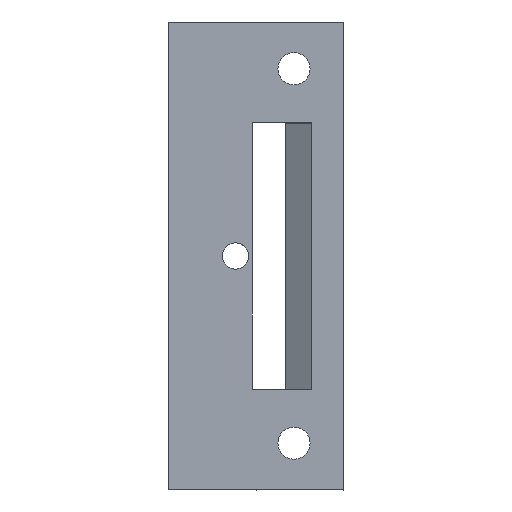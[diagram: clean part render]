
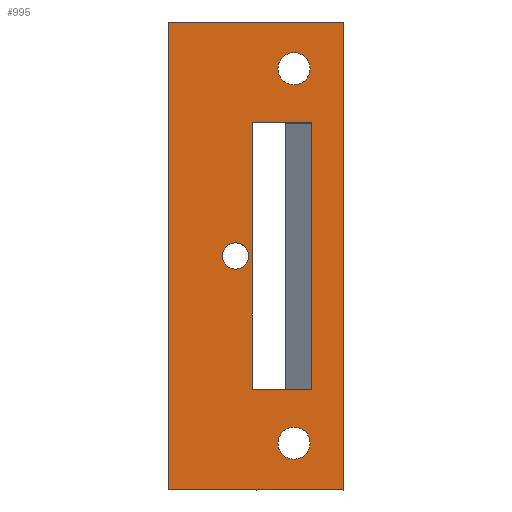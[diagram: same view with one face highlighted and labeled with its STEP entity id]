
A CAD part, top view. The second image highlights one B-rep face of the part: STEP entity #995.
In plain terms, the highlighted planar face has unit normal (0, 0, 1).
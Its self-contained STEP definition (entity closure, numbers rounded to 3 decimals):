
#16=FACE_BOUND('',#119,.T.);
#17=FACE_BOUND('',#120,.T.);
#18=FACE_BOUND('',#121,.T.);
#19=FACE_BOUND('',#122,.T.);
#39=CIRCLE('',#1060,2.25);
#40=CIRCLE('',#1067,2.75);
#41=CIRCLE('',#1068,2.75);
#64=FACE_OUTER_BOUND('',#118,.T.);
#118=EDGE_LOOP('',(#722,#723,#724,#725));
#119=EDGE_LOOP('',(#726));
#120=EDGE_LOOP('',(#727));
#121=EDGE_LOOP('',(#728));
#122=EDGE_LOOP('',(#729,#730,#731,#732));
#187=LINE('',#1417,#312);
#221=LINE('',#1487,#346);
#224=LINE('',#1493,#349);
#225=LINE('',#1495,#350);
#226=LINE('',#1496,#351);
#227=LINE('',#1502,#352);
#228=LINE('',#1504,#353);
#229=LINE('',#1505,#354);
#312=VECTOR('',#1144,10.);
#346=VECTOR('',#1196,10.);
#349=VECTOR('',#1201,10.);
#350=VECTOR('',#1202,10.);
#351=VECTOR('',#1203,10.);
#352=VECTOR('',#1208,10.);
#353=VECTOR('',#1209,10.);
#354=VECTOR('',#1210,10.);
#438=VERTEX_POINT('',#1414);
#439=VERTEX_POINT('',#1416);
#449=VERTEX_POINT('',#1442);
#465=VERTEX_POINT('',#1484);
#466=VERTEX_POINT('',#1486);
#468=VERTEX_POINT('',#1492);
#469=VERTEX_POINT('',#1494);
#470=VERTEX_POINT('',#1497);
#471=VERTEX_POINT('',#1499);
#472=VERTEX_POINT('',#1501);
#473=VERTEX_POINT('',#1503);
#529=EDGE_CURVE('',#439,#438,#187,.T.);
#544=EDGE_CURVE('',#449,#449,#39,.T.);
#565=EDGE_CURVE('',#466,#465,#221,.T.);
#568=EDGE_CURVE('',#465,#468,#224,.T.);
#569=EDGE_CURVE('',#468,#469,#225,.T.);
#570=EDGE_CURVE('',#469,#466,#226,.T.);
#571=EDGE_CURVE('',#470,#470,#40,.T.);
#572=EDGE_CURVE('',#471,#471,#41,.T.);
#573=EDGE_CURVE('',#472,#439,#227,.T.);
#574=EDGE_CURVE('',#438,#473,#228,.T.);
#575=EDGE_CURVE('',#473,#472,#229,.T.);
#722=ORIENTED_EDGE('',*,*,#565,.T.);
#723=ORIENTED_EDGE('',*,*,#568,.T.);
#724=ORIENTED_EDGE('',*,*,#569,.T.);
#725=ORIENTED_EDGE('',*,*,#570,.T.);
#726=ORIENTED_EDGE('',*,*,#544,.T.);
#727=ORIENTED_EDGE('',*,*,#571,.T.);
#728=ORIENTED_EDGE('',*,*,#572,.T.);
#729=ORIENTED_EDGE('',*,*,#573,.T.);
#730=ORIENTED_EDGE('',*,*,#529,.T.);
#731=ORIENTED_EDGE('',*,*,#574,.T.);
#732=ORIENTED_EDGE('',*,*,#575,.T.);
#948=PLANE('',#1066);
#995=ADVANCED_FACE('',(#64,#16,#17,#18,#19),#948,.T.);
#1060=AXIS2_PLACEMENT_3D('',#1444,#1164,#1165);
#1066=AXIS2_PLACEMENT_3D('',#1491,#1199,#1200);
#1067=AXIS2_PLACEMENT_3D('',#1498,#1204,#1205);
#1068=AXIS2_PLACEMENT_3D('',#1500,#1206,#1207);
#1144=DIRECTION('',(0.,1.,0.));
#1164=DIRECTION('center_axis',(0.,0.,-1.));
#1165=DIRECTION('ref_axis',(-1.,0.,0.));
#1196=DIRECTION('',(-1.,0.,0.));
#1199=DIRECTION('center_axis',(0.,0.,1.));
#1200=DIRECTION('ref_axis',(0.,-1.,0.));
#1201=DIRECTION('',(0.,-1.,0.));
#1202=DIRECTION('',(1.,0.,0.));
#1203=DIRECTION('',(0.,1.,0.));
#1204=DIRECTION('center_axis',(0.,0.,-1.));
#1205=DIRECTION('ref_axis',(-1.,0.,0.));
#1206=DIRECTION('center_axis',(0.,0.,-1.));
#1207=DIRECTION('ref_axis',(-1.,0.,0.));
#1208=DIRECTION('',(-1.,0.,0.));
#1209=DIRECTION('',(1.,0.,0.));
#1210=DIRECTION('',(0.,-1.,0.));
#1414=CARTESIAN_POINT('',(-5.6,47.75,30.));
#1416=CARTESIAN_POINT('',(-5.6,2.25,30.));
#1417=CARTESIAN_POINT('',(-5.6,2.25,30.));
#1442=CARTESIAN_POINT('',(-6.25,25.,30.));
#1444=CARTESIAN_POINT('Origin',(-8.5,25.,30.));
#1484=CARTESIAN_POINT('',(-20.,65.,30.));
#1486=CARTESIAN_POINT('',(10.,65.,30.));
#1487=CARTESIAN_POINT('',(10.,65.,30.));
#1491=CARTESIAN_POINT('Origin',(0.,50.,30.));
#1492=CARTESIAN_POINT('',(-20.,-15.,30.));
#1493=CARTESIAN_POINT('',(-20.,65.,30.));
#1494=CARTESIAN_POINT('',(10.,-15.,30.));
#1495=CARTESIAN_POINT('',(-20.,-15.,30.));
#1496=CARTESIAN_POINT('',(10.,-15.,30.));
#1497=CARTESIAN_POINT('',(4.25,-7.,30.));
#1498=CARTESIAN_POINT('Origin',(1.5,-7.,30.));
#1499=CARTESIAN_POINT('',(4.25,57.,30.));
#1500=CARTESIAN_POINT('Origin',(1.5,57.,30.));
#1501=CARTESIAN_POINT('',(4.5,2.25,30.));
#1502=CARTESIAN_POINT('',(4.5,2.25,30.));
#1503=CARTESIAN_POINT('',(4.5,47.75,30.));
#1504=CARTESIAN_POINT('',(0.,47.75,30.));
#1505=CARTESIAN_POINT('',(4.5,37.5,30.));
